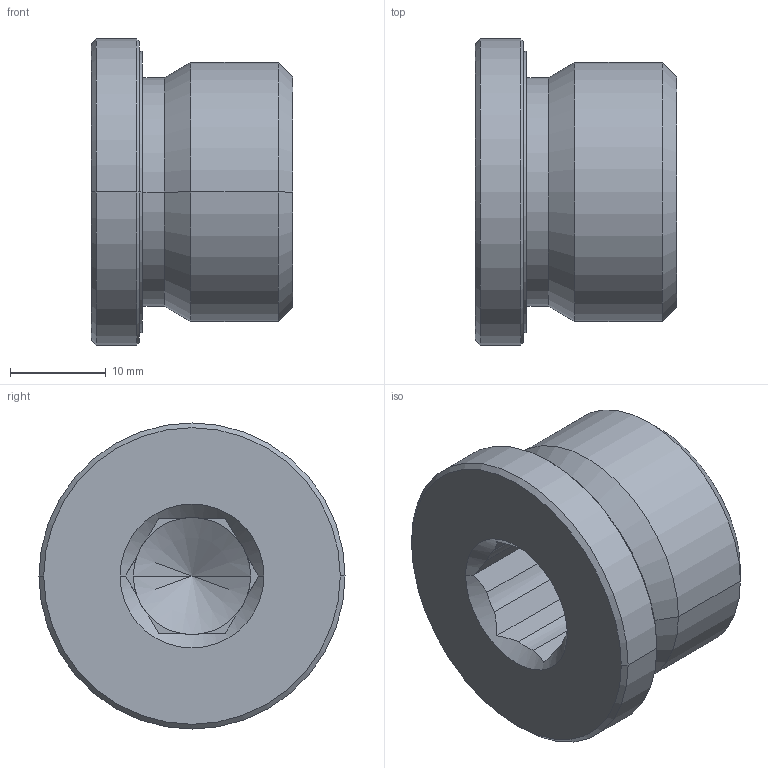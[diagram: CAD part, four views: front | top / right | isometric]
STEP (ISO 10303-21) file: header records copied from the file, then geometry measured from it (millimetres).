
FILE_DESCRIPTION( ( '' ), '1' );
FILE_NAME( '7200227.stp', '2012-08-30T11:53:18', ( '' ), ( '' ), ' ', ' ', ' ' );
FILE_SCHEMA( ( 'CONFIG_CONTROL_DESIGN' ) );
Length unit declared in the file: millimetre
Products named in the file (1): 1
Bounding box: 21 x 31.9 x 31.9 mm (x, y, z)
Volume: 10801.4 mm3; surface area: 4067.5 mm2
Topology: 1 solids, 1 shells, 46 faces, 110 edges, 67 vertices
Faces by surface type: plane 22, cone 14, cylinder 10
Entity records: 1346 total; most frequent: CARTESIAN_POINT 246, DIRECTION 232, ORIENTED_EDGE 216, EDGE_CURVE 108, AXIS2_PLACEMENT_3D 89, VERTEX_POINT 67, LINE 54, VECTOR 54
